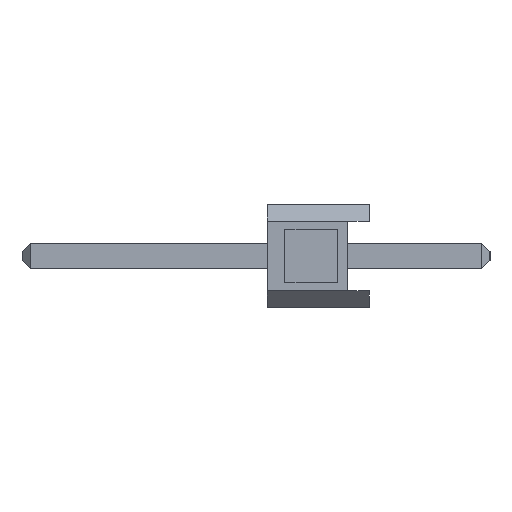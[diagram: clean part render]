
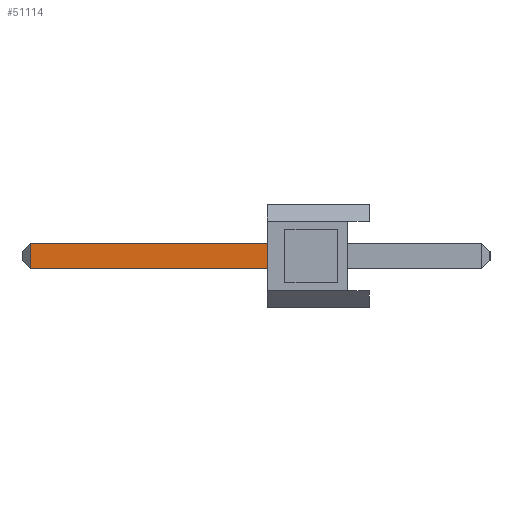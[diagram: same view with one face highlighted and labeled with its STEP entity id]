
A CAD part, left-side view. The second image highlights one B-rep face of the part: STEP entity #51114.
In plain terms, the highlighted planar face has unit normal (-1, 0, 0).
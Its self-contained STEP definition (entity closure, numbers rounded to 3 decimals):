
#339 = EDGE_CURVE ( 'NONE', #27924, #19189, #29015, .T. ) ;
#496 = VERTEX_POINT ( 'NONE', #43774 ) ;
#2045 = CARTESIAN_POINT ( 'NONE',  ( -0.32, -3., -0.32 ) ) ;
#2346 = EDGE_CURVE ( 'NONE', #496, #27924, #36450, .T. ) ;
#2891 = VERTEX_POINT ( 'NONE', #48131 ) ;
#6230 = FACE_OUTER_BOUND ( 'NONE', #22446, .T. ) ;
#10210 = ORIENTED_EDGE ( 'NONE', *, *, #339, .T. ) ;
#14863 = DIRECTION ( 'NONE',  ( 0., 1., 0. ) ) ;
#16075 = DIRECTION ( 'NONE',  ( 0., 0., -1. ) ) ;
#17268 = ORIENTED_EDGE ( 'NONE', *, *, #2346, .T. ) ;
#18433 = DIRECTION ( 'NONE',  ( 0., 0., 1. ) ) ;
#19161 = DIRECTION ( 'NONE',  ( -1., 0., 0. ) ) ;
#19189 = VERTEX_POINT ( 'NONE', #35815 ) ;
#20484 = VECTOR ( 'NONE', #14863, 1000. ) ;
#22446 = EDGE_LOOP ( 'NONE', ( #17268, #10210, #48690, #30485 ) ) ;
#26374 = VECTOR ( 'NONE', #16075, 1000. ) ;
#27649 = VECTOR ( 'NONE', #47149, 1000. ) ;
#27924 = VERTEX_POINT ( 'NONE', #37641 ) ;
#29015 = LINE ( 'NONE', #50880, #27649 ) ;
#30485 = ORIENTED_EDGE ( 'NONE', *, *, #30647, .F. ) ;
#30647 = EDGE_CURVE ( 'NONE', #496, #2891, #41000, .T. ) ;
#32331 = CARTESIAN_POINT ( 'NONE',  ( -0.32, -3., 0.32 ) ) ;
#35815 = CARTESIAN_POINT ( 'NONE',  ( -0.32, 8.44, -0.32 ) ) ;
#36159 = VECTOR ( 'NONE', #51586, 1000. ) ;
#36450 = LINE ( 'NONE', #32331, #20484 ) ;
#37239 = EDGE_CURVE ( 'NONE', #2891, #19189, #47457, .T. ) ;
#37641 = CARTESIAN_POINT ( 'NONE',  ( -0.32, 8.44, 0.32 ) ) ;
#41000 = LINE ( 'NONE', #41521, #26374 ) ;
#41521 = CARTESIAN_POINT ( 'NONE',  ( -0.32, 2.54, 0. ) ) ;
#42889 = CARTESIAN_POINT ( 'NONE',  ( -0.32, -3., -0.32 ) ) ;
#43774 = CARTESIAN_POINT ( 'NONE',  ( -0.32, 2.54, 0.32 ) ) ;
#43892 = PLANE ( 'NONE',  #49393 ) ;
#47149 = DIRECTION ( 'NONE',  ( 0., 0., -1. ) ) ;
#47457 = LINE ( 'NONE', #42889, #36159 ) ;
#48131 = CARTESIAN_POINT ( 'NONE',  ( -0.32, 2.54, -0.32 ) ) ;
#48690 = ORIENTED_EDGE ( 'NONE', *, *, #37239, .F. ) ;
#49393 = AXIS2_PLACEMENT_3D ( 'NONE', #2045, #19161, #18433 ) ;
#50880 = CARTESIAN_POINT ( 'NONE',  ( -0.32, 8.44, -0.32 ) ) ;
#51114 = ADVANCED_FACE ( 'NONE', ( #6230 ), #43892, .T. ) ;
#51586 = DIRECTION ( 'NONE',  ( 0., 1., 0. ) ) ;
